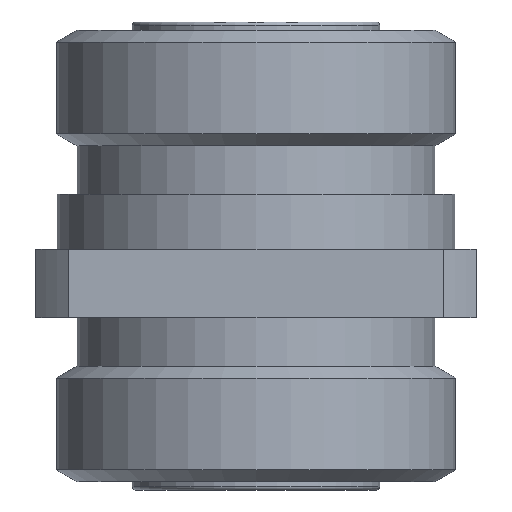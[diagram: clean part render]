
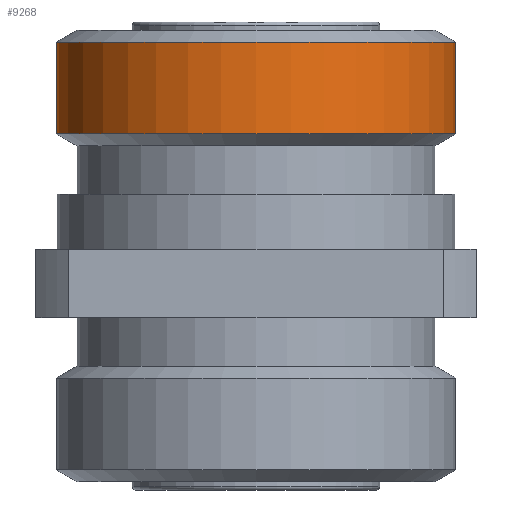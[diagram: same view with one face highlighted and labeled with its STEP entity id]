
A CAD part, front view. The second image highlights one B-rep face of the part: STEP entity #9268.
In plain terms, the highlighted cylindrical face has radius 14.5 mm (diameter 29 mm), a partial arc.
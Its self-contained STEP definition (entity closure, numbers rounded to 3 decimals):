
#1102 = CARTESIAN_POINT ( 'NONE',  ( 14.5, 0., 8.366 ) ) ;
#1204 = CARTESIAN_POINT ( 'NONE',  ( 14.5, 0., 15.034 ) ) ;
#1222 = CARTESIAN_POINT ( 'NONE',  ( -14.5, 0., 15.034 ) ) ;
#1385 = LINE ( 'NONE', #1403, #1402 ) ;
#1401 = DIRECTION ( 'NONE',  ( 0., 0., 1. ) ) ;
#1402 = VECTOR ( 'NONE', #1401, 1000. ) ;
#1403 = CARTESIAN_POINT ( 'NONE',  ( -14.5, 0., 28.117 ) ) ;
#1418 = CARTESIAN_POINT ( 'NONE',  ( -14.5, 0., 8.366 ) ) ;
#1505 = DIRECTION ( 'NONE',  ( 0., 0., 1. ) ) ;
#1506 = VECTOR ( 'NONE', #1505, 1000. ) ;
#1507 = CARTESIAN_POINT ( 'NONE',  ( 14.5, 0., 28.117 ) ) ;
#1508 = LINE ( 'NONE', #1507, #1506 ) ;
#1942 = AXIS2_PLACEMENT_3D ( 'NONE', #2004, #2009, #2008 ) ;
#1949 = CYLINDRICAL_SURFACE ( 'NONE', #1942, 14.5 ) ;
#1969 = DIRECTION ( 'NONE',  ( 1., 0., 0. ) ) ;
#1970 = DIRECTION ( 'NONE',  ( 0., 0., 1. ) ) ;
#1971 = AXIS2_PLACEMENT_3D ( 'NONE', #2005, #1970, #1969 ) ;
#1982 = CIRCLE ( 'NONE', #1971, 14.5 ) ;
#1997 = FACE_OUTER_BOUND ( 'NONE', #9281, .T. ) ;
#2004 = CARTESIAN_POINT ( 'NONE',  ( 0., 0., 28.117 ) ) ;
#2005 = CARTESIAN_POINT ( 'NONE',  ( 0., 0., 8.366 ) ) ;
#2008 = DIRECTION ( 'NONE',  ( 1., 0., 0. ) ) ;
#2009 = DIRECTION ( 'NONE',  ( 0., 0., 1. ) ) ;
#2066 = DIRECTION ( 'NONE',  ( 1., 0., 0. ) ) ;
#2067 = DIRECTION ( 'NONE',  ( 0., 0., 1. ) ) ;
#2068 = CARTESIAN_POINT ( 'NONE',  ( 0., 0., 15.034 ) ) ;
#2115 = AXIS2_PLACEMENT_3D ( 'NONE', #2068, #2067, #2066 ) ;
#2116 = CIRCLE ( 'NONE', #2115, 14.5 ) ;
#8985 = VERTEX_POINT ( 'NONE', #1102 ) ;
#9027 = VERTEX_POINT ( 'NONE', #1222 ) ;
#9028 = VERTEX_POINT ( 'NONE', #1204 ) ;
#9097 = EDGE_CURVE ( 'NONE', #9112, #9027, #1385, .T. ) ;
#9098 = EDGE_CURVE ( 'NONE', #8985, #9028, #1508, .T. ) ;
#9112 = VERTEX_POINT ( 'NONE', #1418 ) ;
#9268 = ADVANCED_FACE ( 'NONE', ( #1997 ), #1949, .T. ) ;
#9269 = EDGE_CURVE ( 'NONE', #9112, #8985, #1982, .T. ) ;
#9274 = EDGE_CURVE ( 'NONE', #9027, #9028, #2116, .T. ) ;
#9275 = ORIENTED_EDGE ( 'NONE', *, *, #9098, .T. ) ;
#9278 = ORIENTED_EDGE ( 'NONE', *, *, #9274, .F. ) ;
#9279 = ORIENTED_EDGE ( 'NONE', *, *, #9097, .F. ) ;
#9281 = EDGE_LOOP ( 'NONE', ( #9279, #9285, #9275, #9278 ) ) ;
#9285 = ORIENTED_EDGE ( 'NONE', *, *, #9269, .T. ) ;
